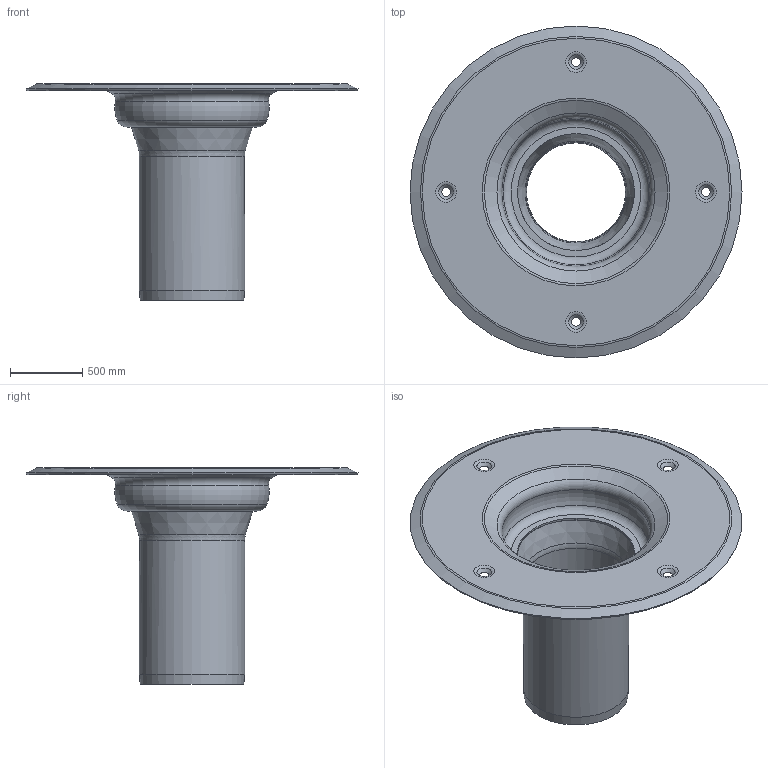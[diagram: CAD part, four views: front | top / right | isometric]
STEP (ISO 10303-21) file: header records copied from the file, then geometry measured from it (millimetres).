
FILE_DESCRIPTION(/* description */ (''),/* implementation_level */ '2;1');
FILE_NAME(/* name */ '15599.000X_3D.stp',/* time_stamp */ '2024-12-12T06:55:03+01:00',/* author */ ('CAD'),/* organization */ (''),/* preprocessor_version */ 'ST-DEVELOPER v20',/* originating_system */ 'AutoCAD Mechanical',/* authorisation */ '');
FILE_SCHEMA (('AUTOMOTIVE_DESIGN { 1 0 10303 214 3 1 1 }'));
Length unit declared in the file: centimetre
Products named in the file (2): Product; *S0
Assembly tree (1 placements, depth 2):
  Product
    *S0
Bounding box: 2300 x 2300 x 1500 mm (x, y, z)
Volume: 108439203.9 mm3; surface area: 14329571.1 mm2
Topology: 2 solids, 2 shells, 50 faces, 119 edges, 74 vertices
Faces by surface type: cone 23, torus 20, plane 4, cylinder 3
Full cylindrical faces by diameter (mm): 698 x1, 730 x1, 810 x1
Entity records: 1566 total; most frequent: DIRECTION 317, CARTESIAN_POINT 246, ORIENTED_EDGE 236, AXIS2_PLACEMENT_3D 145, EDGE_CURVE 118, CIRCLE 92, VERTEX_POINT 72, EDGE_LOOP 62
